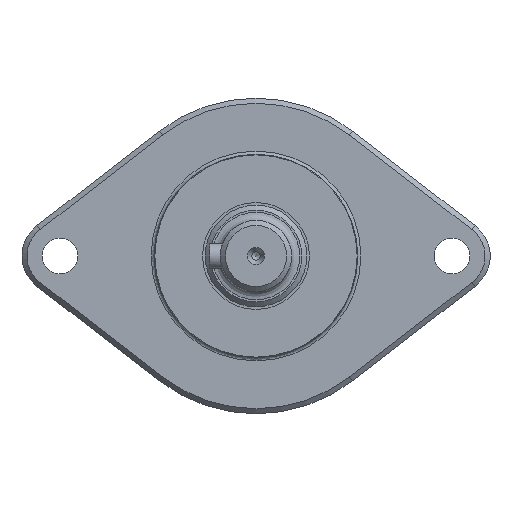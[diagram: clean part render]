
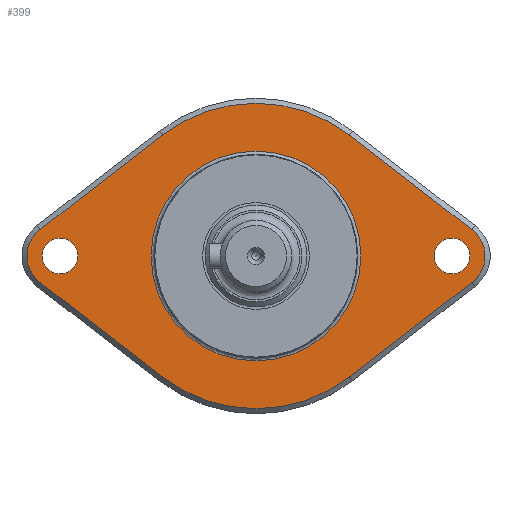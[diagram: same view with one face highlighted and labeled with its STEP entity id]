
A CAD part, left-side view. The second image highlights one B-rep face of the part: STEP entity #399.
In plain terms, the highlighted planar face has unit normal (-1, 0, 0).
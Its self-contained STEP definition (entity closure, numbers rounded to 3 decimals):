
#267=CARTESIAN_POINT('',(-98.2,0.,20.6));
#268=VERTEX_POINT('',#267);
#269=CARTESIAN_POINT('',(-98.2,0.,0.));
#270=DIRECTION('',(-1.0,0.0,0.0));
#271=DIRECTION('',(0.0,0.0,-1.0));
#272=AXIS2_PLACEMENT_3D('',#269,#270,#271);
#273=CIRCLE('',#272,20.6);
#274=EDGE_CURVE('',#268,#268,#273,.T.);
#299=CARTESIAN_POINT('',(-98.2,0.,0.));
#300=DIRECTION('',(-1.0,0.0,0.0));
#301=DIRECTION('',(0.0,0.0,1.0));
#302=AXIS2_PLACEMENT_3D('',#299,#300,#301);
#303=PLANE('',#302);
#304=CARTESIAN_POINT('',(-98.2,42.468,5.149));
#305=VERTEX_POINT('',#304);
#306=CARTESIAN_POINT('',(-98.2,18.312,23.763));
#307=VERTEX_POINT('',#306);
#308=CARTESIAN_POINT('',(-98.2,42.468,5.149));
#309=DIRECTION('',(0.0,-0.792,0.61));
#310=VECTOR('',#309,30.496);
#311=LINE('',#308,#310);
#312=EDGE_CURVE('',#305,#307,#311,.T.);
#313=ORIENTED_EDGE('',*,*,#312,.F.);
#314=CARTESIAN_POINT('',(-98.2,42.468,-5.149));
#315=VERTEX_POINT('',#314);
#316=CARTESIAN_POINT('',(-98.2,38.5,0.));
#317=DIRECTION('',(1.0,0.,0.));
#318=DIRECTION('',(0.,0.61,0.792));
#319=AXIS2_PLACEMENT_3D('',#316,#317,#318);
#320=CIRCLE('',#319,6.5);
#321=EDGE_CURVE('',#315,#305,#320,.T.);
#322=ORIENTED_EDGE('',*,*,#321,.F.);
#323=CARTESIAN_POINT('',(-98.2,18.312,-23.763));
#324=VERTEX_POINT('',#323);
#325=CARTESIAN_POINT('',(-98.2,18.312,-23.763));
#326=DIRECTION('',(0.0,0.792,0.61));
#327=VECTOR('',#326,30.496);
#328=LINE('',#325,#327);
#329=EDGE_CURVE('',#324,#315,#328,.T.);
#330=ORIENTED_EDGE('',*,*,#329,.F.);
#331=CARTESIAN_POINT('',(-98.2,-18.312,-23.763));
#332=VERTEX_POINT('',#331);
#333=CARTESIAN_POINT('',(-98.2,0.,0.));
#334=DIRECTION('',(1.,0.,0.));
#335=DIRECTION('',(0.,0.61,-0.792));
#336=AXIS2_PLACEMENT_3D('',#333,#334,#335);
#337=CIRCLE('',#336,30.);
#338=EDGE_CURVE('',#332,#324,#337,.T.);
#339=ORIENTED_EDGE('',*,*,#338,.F.);
#340=CARTESIAN_POINT('',(-98.2,-42.468,-5.149));
#341=VERTEX_POINT('',#340);
#342=CARTESIAN_POINT('',(-98.2,-42.468,-5.149));
#343=DIRECTION('',(0.0,0.792,-0.61));
#344=VECTOR('',#343,30.496);
#345=LINE('',#342,#344);
#346=EDGE_CURVE('',#341,#332,#345,.T.);
#347=ORIENTED_EDGE('',*,*,#346,.F.);
#348=CARTESIAN_POINT('',(-98.2,-42.468,5.149));
#349=VERTEX_POINT('',#348);
#350=CARTESIAN_POINT('',(-98.2,-38.5,0.));
#351=DIRECTION('',(1.,0.,0.));
#352=DIRECTION('',(0.,-0.61,-0.792));
#353=AXIS2_PLACEMENT_3D('',#350,#351,#352);
#354=CIRCLE('',#353,6.5);
#355=EDGE_CURVE('',#349,#341,#354,.T.);
#356=ORIENTED_EDGE('',*,*,#355,.F.);
#357=CARTESIAN_POINT('',(-98.2,-18.312,23.763));
#358=VERTEX_POINT('',#357);
#359=CARTESIAN_POINT('',(-98.2,-18.312,23.763));
#360=DIRECTION('',(0.0,-0.792,-0.61));
#361=VECTOR('',#360,30.496);
#362=LINE('',#359,#361);
#363=EDGE_CURVE('',#358,#349,#362,.T.);
#364=ORIENTED_EDGE('',*,*,#363,.F.);
#365=CARTESIAN_POINT('',(-98.2,0.,0.));
#366=DIRECTION('',(1.,0.,0.));
#367=DIRECTION('',(0.,-0.61,0.792));
#368=AXIS2_PLACEMENT_3D('',#365,#366,#367);
#369=CIRCLE('',#368,30.);
#370=EDGE_CURVE('',#307,#358,#369,.T.);
#371=ORIENTED_EDGE('',*,*,#370,.F.);
#372=EDGE_LOOP('',(#313,#322,#330,#339,#347,#356,#364,#371));
#373=FACE_OUTER_BOUND('',#372,.T.);
#374=CARTESIAN_POINT('',(-98.2,-38.5,3.5));
#375=VERTEX_POINT('',#374);
#376=CARTESIAN_POINT('',(-98.2,-38.5,0.));
#377=DIRECTION('',(1.0,0.0,0.0));
#378=DIRECTION('',(0.0,0.0,1.0));
#379=AXIS2_PLACEMENT_3D('',#376,#377,#378);
#380=CIRCLE('',#379,3.5);
#381=EDGE_CURVE('',#375,#375,#380,.T.);
#382=ORIENTED_EDGE('',*,*,#381,.T.);
#383=EDGE_LOOP('',(#382));
#384=FACE_BOUND('',#383,.T.);
#385=CARTESIAN_POINT('',(-98.2,38.5,3.5));
#386=VERTEX_POINT('',#385);
#387=CARTESIAN_POINT('',(-98.2,38.5,0.));
#388=DIRECTION('',(1.0,0.0,0.0));
#389=DIRECTION('',(0.0,0.0,1.0));
#390=AXIS2_PLACEMENT_3D('',#387,#388,#389);
#391=CIRCLE('',#390,3.5);
#392=EDGE_CURVE('',#386,#386,#391,.T.);
#393=ORIENTED_EDGE('',*,*,#392,.T.);
#394=EDGE_LOOP('',(#393));
#395=FACE_BOUND('',#394,.T.);
#396=ORIENTED_EDGE('',*,*,#274,.F.);
#397=EDGE_LOOP('',(#396));
#398=FACE_BOUND('',#397,.T.);
#399=ADVANCED_FACE('',(#373,#384,#395,#398),#303,.T.);
